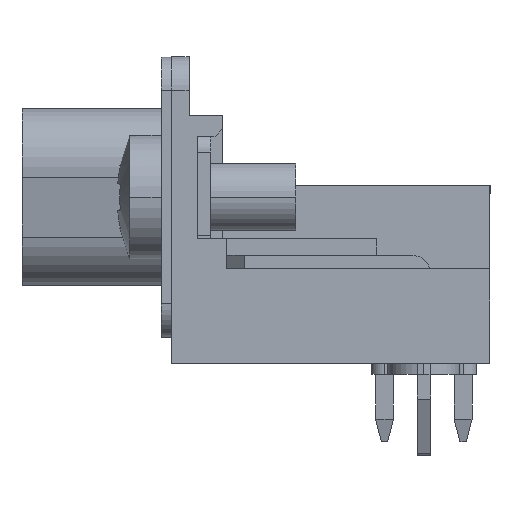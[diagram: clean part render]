
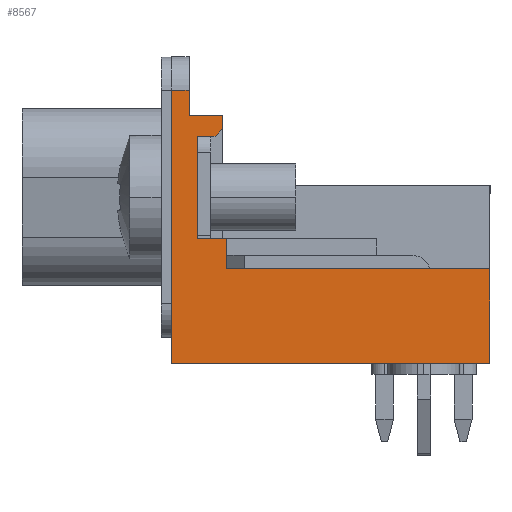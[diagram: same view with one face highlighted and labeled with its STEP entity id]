
A CAD part, left-side view. The second image highlights one B-rep face of the part: STEP entity #8567.
In plain terms, the highlighted planar face has unit normal (-1, 0, 0).
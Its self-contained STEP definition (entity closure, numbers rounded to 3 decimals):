
#8189=CARTESIAN_POINT('',(-19.55,10.45,11.05));
#8190=VERTEX_POINT('',#8189);
#8197=CARTESIAN_POINT('',(-19.55,8.95,11.05));
#8198=VERTEX_POINT('',#8197);
#8199=CARTESIAN_POINT('',(-19.55,10.45,11.05));
#8200=DIRECTION('',(0.0,-1.0,0.0));
#8201=VECTOR('',#8200,1.5);
#8202=LINE('',#8199,#8201);
#8203=EDGE_CURVE('',#8190,#8198,#8202,.T.);
#8228=CARTESIAN_POINT('',(-19.55,10.45,12.15));
#8229=VERTEX_POINT('',#8228);
#8237=CARTESIAN_POINT('',(-19.55,10.45,12.15));
#8238=DIRECTION('',(0.0,0.0,-1.0));
#8239=VECTOR('',#8238,1.1);
#8240=LINE('',#8237,#8239);
#8241=EDGE_CURVE('',#8229,#8190,#8240,.T.);
#8277=CARTESIAN_POINT('',(-19.55,11.25,0.));
#8278=VERTEX_POINT('',#8277);
#8285=CARTESIAN_POINT('',(-19.55,11.25,12.15));
#8286=VERTEX_POINT('',#8285);
#8287=CARTESIAN_POINT('',(-19.55,11.25,12.15));
#8288=DIRECTION('',(0.0,0.0,-1.0));
#8289=VECTOR('',#8288,12.15);
#8290=LINE('',#8287,#8289);
#8291=EDGE_CURVE('',#8286,#8278,#8290,.T.);
#8481=CARTESIAN_POINT('',(-19.55,-3.66,12.757));
#8482=DIRECTION('',(-1.0,0.0,0.0));
#8483=DIRECTION('',(0.0,0.0,1.0));
#8484=AXIS2_PLACEMENT_3D('',#8481,#8482,#8483);
#8485=PLANE('',#8484);
#8486=CARTESIAN_POINT('',(-19.55,8.8,5.55));
#8487=VERTEX_POINT('',#8486);
#8488=CARTESIAN_POINT('',(-19.55,8.8,4.2));
#8489=VERTEX_POINT('',#8488);
#8490=CARTESIAN_POINT('',(-19.55,8.8,5.55));
#8491=DIRECTION('',(0.0,0.0,-1.0));
#8492=VECTOR('',#8491,1.35);
#8493=LINE('',#8490,#8492);
#8494=EDGE_CURVE('',#8487,#8489,#8493,.T.);
#8495=ORIENTED_EDGE('',*,*,#8494,.F.);
#8496=CARTESIAN_POINT('',(-19.55,10.09,5.55));
#8497=VERTEX_POINT('',#8496);
#8498=CARTESIAN_POINT('',(-19.55,10.09,5.55));
#8499=DIRECTION('',(0.0,-1.0,0.0));
#8500=VECTOR('',#8499,1.29);
#8501=LINE('',#8498,#8500);
#8502=EDGE_CURVE('',#8497,#8487,#8501,.T.);
#8503=ORIENTED_EDGE('',*,*,#8502,.F.);
#8504=CARTESIAN_POINT('',(-19.55,10.09,10.1));
#8505=VERTEX_POINT('',#8504);
#8506=CARTESIAN_POINT('',(-19.55,10.09,5.55));
#8507=DIRECTION('',(0.0,0.0,1.0));
#8508=VECTOR('',#8507,4.55);
#8509=LINE('',#8506,#8508);
#8510=EDGE_CURVE('',#8497,#8505,#8509,.T.);
#8511=ORIENTED_EDGE('',*,*,#8510,.T.);
#8512=CARTESIAN_POINT('',(-19.55,9.3,10.1));
#8513=VERTEX_POINT('',#8512);
#8514=CARTESIAN_POINT('',(-19.55,10.09,10.1));
#8515=DIRECTION('',(0.0,-1.0,0.0));
#8516=VECTOR('',#8515,0.79);
#8517=LINE('',#8514,#8516);
#8518=EDGE_CURVE('',#8505,#8513,#8517,.T.);
#8519=ORIENTED_EDGE('',*,*,#8518,.T.);
#8520=CARTESIAN_POINT('',(-19.55,8.95,10.45));
#8521=VERTEX_POINT('',#8520);
#8522=CARTESIAN_POINT('',(-19.55,8.95,10.45));
#8523=DIRECTION('',(0.0,0.707,-0.707));
#8524=VECTOR('',#8523,0.495);
#8525=LINE('',#8522,#8524);
#8526=EDGE_CURVE('',#8521,#8513,#8525,.T.);
#8527=ORIENTED_EDGE('',*,*,#8526,.F.);
#8528=CARTESIAN_POINT('',(-19.55,8.95,11.05));
#8529=DIRECTION('',(0.0,0.0,-1.0));
#8530=VECTOR('',#8529,0.6);
#8531=LINE('',#8528,#8530);
#8532=EDGE_CURVE('',#8198,#8521,#8531,.T.);
#8533=ORIENTED_EDGE('',*,*,#8532,.F.);
#8534=ORIENTED_EDGE('',*,*,#8203,.F.);
#8535=ORIENTED_EDGE('',*,*,#8241,.F.);
#8536=CARTESIAN_POINT('',(-19.55,10.45,12.15));
#8537=DIRECTION('',(0.0,1.0,0.0));
#8538=VECTOR('',#8537,0.8);
#8539=LINE('',#8536,#8538);
#8540=EDGE_CURVE('',#8229,#8286,#8539,.T.);
#8541=ORIENTED_EDGE('',*,*,#8540,.T.);
#8542=ORIENTED_EDGE('',*,*,#8291,.T.);
#8543=CARTESIAN_POINT('',(-19.55,-2.95,0.));
#8544=VERTEX_POINT('',#8543);
#8545=CARTESIAN_POINT('',(-19.55,-2.95,0.));
#8546=DIRECTION('',(0.0,1.0,0.0));
#8547=VECTOR('',#8546,14.2);
#8548=LINE('',#8545,#8547);
#8549=EDGE_CURVE('',#8544,#8278,#8548,.T.);
#8550=ORIENTED_EDGE('',*,*,#8549,.F.);
#8551=CARTESIAN_POINT('',(-19.55,-2.95,4.2));
#8552=VERTEX_POINT('',#8551);
#8553=CARTESIAN_POINT('',(-19.55,-2.95,4.2));
#8554=DIRECTION('',(0.0,0.0,-1.0));
#8555=VECTOR('',#8554,4.2);
#8556=LINE('',#8553,#8555);
#8557=EDGE_CURVE('',#8552,#8544,#8556,.T.);
#8558=ORIENTED_EDGE('',*,*,#8557,.F.);
#8559=CARTESIAN_POINT('',(-19.55,-2.95,4.2));
#8560=DIRECTION('',(0.0,1.0,0.0));
#8561=VECTOR('',#8560,11.75);
#8562=LINE('',#8559,#8561);
#8563=EDGE_CURVE('',#8552,#8489,#8562,.T.);
#8564=ORIENTED_EDGE('',*,*,#8563,.T.);
#8565=EDGE_LOOP('',(#8495,#8503,#8511,#8519,#8527,#8533,#8534,#8535,#8541,#8542,#8550,#8558,#8564));
#8566=FACE_OUTER_BOUND('',#8565,.T.);
#8567=ADVANCED_FACE('',(#8566),#8485,.T.);
